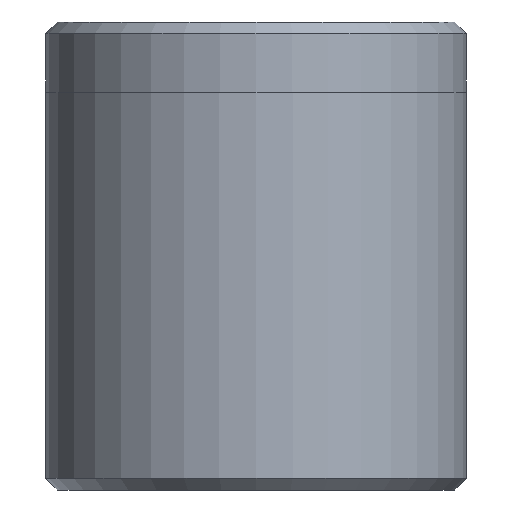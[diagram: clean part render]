
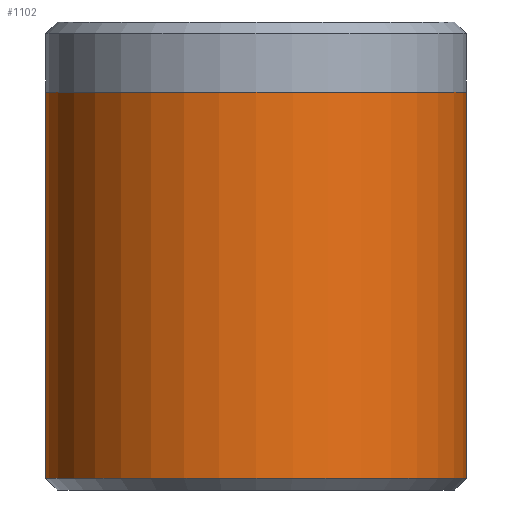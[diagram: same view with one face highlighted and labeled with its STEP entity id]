
A CAD part, front view. The second image highlights one B-rep face of the part: STEP entity #1102.
In plain terms, the highlighted cylindrical face has radius 9 mm (diameter 18 mm), a partial arc.
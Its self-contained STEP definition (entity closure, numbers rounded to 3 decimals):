
#13 = CARTESIAN_POINT ( 'NONE',  ( 9., 0., 20. ) ) ;
#23 = AXIS2_PLACEMENT_3D ( 'NONE', #1223, #966, #1266 ) ;
#123 = ORIENTED_EDGE ( 'NONE', *, *, #384, .F. ) ;
#226 = VERTEX_POINT ( 'NONE', #1142 ) ;
#274 = LINE ( 'NONE', #13, #622 ) ;
#294 = DIRECTION ( 'NONE',  ( 0., 0., -1. ) ) ;
#305 = ORIENTED_EDGE ( 'NONE', *, *, #1015, .T. ) ;
#308 = DIRECTION ( 'NONE',  ( -1., 0., 0. ) ) ;
#384 = EDGE_CURVE ( 'NONE', #226, #1323, #274, .T. ) ;
#437 = DIRECTION ( 'NONE',  ( 0., 0., -1. ) ) ;
#439 = CARTESIAN_POINT ( 'NONE',  ( -9., 0., 17. ) ) ;
#445 = CARTESIAN_POINT ( 'NONE',  ( -9., 0., 0.5 ) ) ;
#481 = CARTESIAN_POINT ( 'NONE',  ( 9., 0., 0.5 ) ) ;
#486 = FACE_OUTER_BOUND ( 'NONE', #979, .T. ) ;
#489 = CIRCLE ( 'NONE', #23, 9. ) ;
#535 = VECTOR ( 'NONE', #437, 1000. ) ;
#549 = CARTESIAN_POINT ( 'NONE',  ( 0., 0., 17. ) ) ;
#550 = EDGE_CURVE ( 'NONE', #1042, #1323, #489, .T. ) ;
#580 = LINE ( 'NONE', #854, #535 ) ;
#594 = VERTEX_POINT ( 'NONE', #439 ) ;
#622 = VECTOR ( 'NONE', #294, 1000. ) ;
#687 = DIRECTION ( 'NONE',  ( 1., 0., 0. ) ) ;
#740 = CARTESIAN_POINT ( 'NONE',  ( 0., 0., 20. ) ) ;
#813 = AXIS2_PLACEMENT_3D ( 'NONE', #740, #991, #308 ) ;
#854 = CARTESIAN_POINT ( 'NONE',  ( -9., 0., 20. ) ) ;
#966 = DIRECTION ( 'NONE',  ( 0., 0., 1. ) ) ;
#979 = EDGE_LOOP ( 'NONE', ( #123, #1286, #305, #1359 ) ) ;
#991 = DIRECTION ( 'NONE',  ( 0., 0., -1. ) ) ;
#1015 = EDGE_CURVE ( 'NONE', #594, #1042, #580, .T. ) ;
#1042 = VERTEX_POINT ( 'NONE', #445 ) ;
#1102 = ADVANCED_FACE ( 'NONE', ( #486 ), #1439, .T. ) ;
#1142 = CARTESIAN_POINT ( 'NONE',  ( 9., 0., 17. ) ) ;
#1223 = CARTESIAN_POINT ( 'NONE',  ( 0., 0., 0.5 ) ) ;
#1251 = CIRCLE ( 'NONE', #1718, 9. ) ;
#1266 = DIRECTION ( 'NONE',  ( 1., 0., 0. ) ) ;
#1286 = ORIENTED_EDGE ( 'NONE', *, *, #1525, .F. ) ;
#1323 = VERTEX_POINT ( 'NONE', #481 ) ;
#1359 = ORIENTED_EDGE ( 'NONE', *, *, #550, .T. ) ;
#1439 = CYLINDRICAL_SURFACE ( 'NONE', #813, 9. ) ;
#1445 = DIRECTION ( 'NONE',  ( 0., 0., 1. ) ) ;
#1525 = EDGE_CURVE ( 'NONE', #594, #226, #1251, .T. ) ;
#1718 = AXIS2_PLACEMENT_3D ( 'NONE', #549, #1445, #687 ) ;
